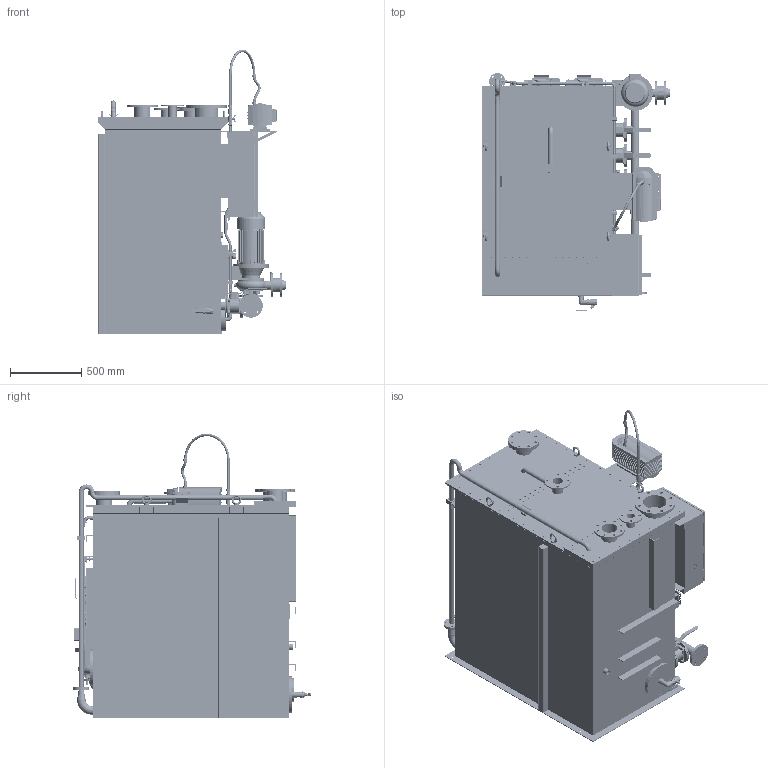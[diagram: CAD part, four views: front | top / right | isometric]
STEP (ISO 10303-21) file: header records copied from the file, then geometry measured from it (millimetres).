
FILE_DESCRIPTION(/* description */ (''),/* implementation_level */ '2;1');
FILE_NAME(/* name */ '26-6015-01-01 STP 2016-15 simplified.stp',/* time_stamp */ '2022-03-31T13:52:31+02:00',/* author */ ('emelie.sjogren'),/* organization */ ('JOWA'),/* preprocessor_version */ 'ST-DEVELOPER v18.1',/* originating_system */ 'Autodesk Inventor 2022',/* authorisation */ '');
FILE_SCHEMA (('CONFIG_CONTROL_DESIGN'));
Products named in the file (1): 26-6015-01-01 2016-15 derived
Bounding box: 1321.64 x 1673.72 x 2003.44 mm (x, y, z)
Volume: 402263.9 mm3; surface area: 25010637.7 mm2
Topology: 7 solids, 8 shells, 16308 faces, 43894 edges, 28347 vertices
Faces by surface type: plane 10304, cylinder 4056, bspline 720, cone 513, torus 448, sphere 267
Full cylindrical faces by diameter (mm): 1 x2, 1.4 x4, 1.5 x2, 1.8 x4, 2.9 x2, 3 x2, 3.1 x4, 3.2 x2, 3.5 x27, 3.7 x2, 4 x2, 4.2 x2, 4.97 x4, 5 x6, 5.3 x8, 5.5 x36, 5.6 x8, 5.7 x2, 6 x10, 6.1 x2, 6.4 x4, 6.5 x3, 6.917 x2, 7 x31, 7.5 x12, 7.6 x2, 7.9 x2, 8 x20, 8.376 x2, 8.5 x4
Entity records: 589831 total; most frequent: CARTESIAN_POINT 162588, ORIENTED_EDGE 87532, DIRECTION 82903, EDGE_CURVE 43766, LINE 28695, VECTOR 28695, VERTEX_POINT 28344, AXIS2_PLACEMENT_3D 27104
